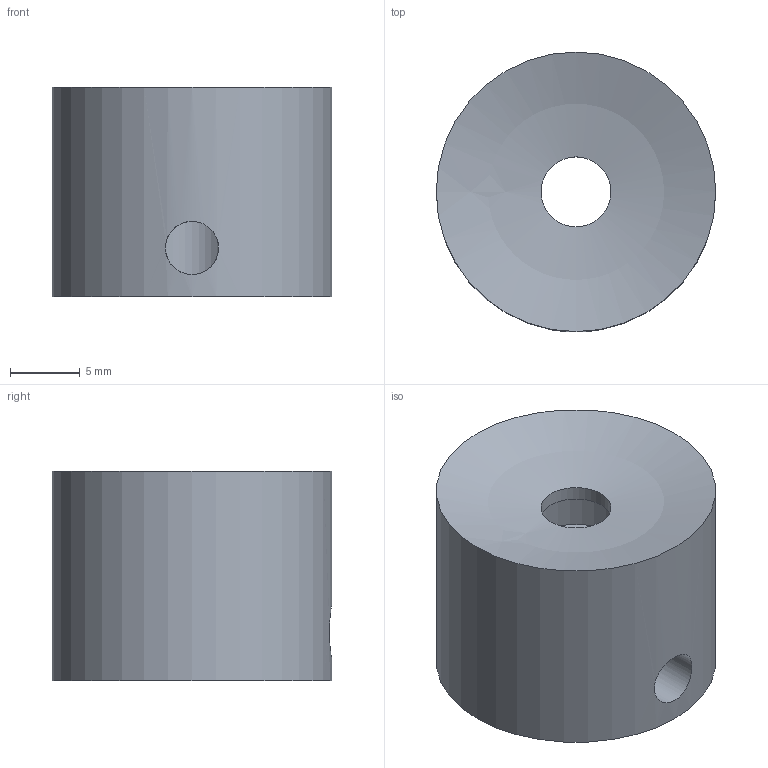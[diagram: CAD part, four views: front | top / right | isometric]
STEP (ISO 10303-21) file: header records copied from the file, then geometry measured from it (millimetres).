
FILE_DESCRIPTION(/* description */ (''),/* implementation_level */ '2;1');
FILE_NAME(/* name */ 'EggBot Egg Mount 20-15-5.step',/* time_stamp */ '2019-12-23T21:05:41+01:00',/* author */ (''),/* organization */ (''),/* preprocessor_version */ 'ST-DEVELOPER v18',/* originating_system */ 'Autodesk Translation Framework v8.12.0.6',/* authorisation */ '');
FILE_SCHEMA (('AUTOMOTIVE_DESIGN { 1 0 10303 214 3 1 1 }'));
Length unit declared in the file: millimetre
Products named in the file (1): EggBot Egg Mount 20-15-5
Bounding box: 20 x 20 x 15 mm (x, y, z)
Volume: 3736.4 mm3; surface area: 2079.9 mm2
Topology: 1 solids, 1 shells, 15 faces, 47 edges, 34 vertices
Faces by surface type: plane 8, cylinder 6, sphere 1
Full cylindrical faces by diameter (mm): 3.8 x2, 5 x1, 5.5 x1, 10 x1, 20 x1
Entity records: 649 total; most frequent: CARTESIAN_POINT 167, ORIENTED_EDGE 94, DIRECTION 94, EDGE_CURVE 47, AXIS2_PLACEMENT_3D 37, VERTEX_POINT 34, CIRCLE 21, EDGE_LOOP 21
